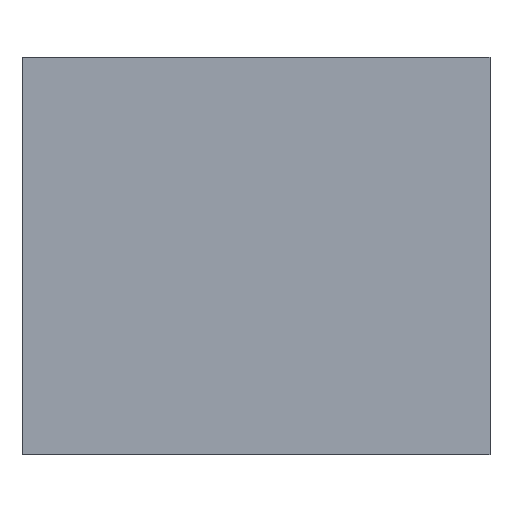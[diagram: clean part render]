
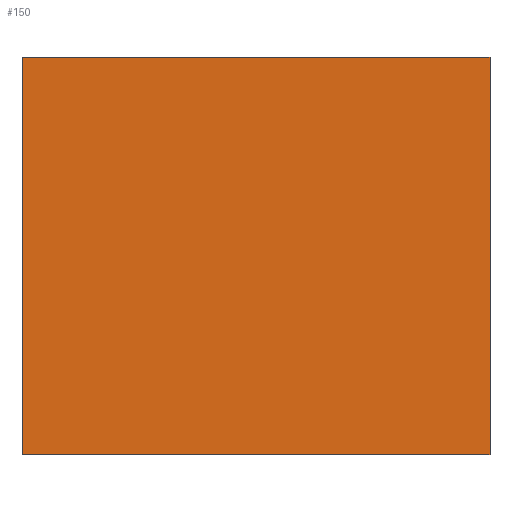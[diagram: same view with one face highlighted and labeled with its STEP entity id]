
A CAD part, front view. The second image highlights one B-rep face of the part: STEP entity #150.
In plain terms, the highlighted planar face has unit normal (0, -1, 0).
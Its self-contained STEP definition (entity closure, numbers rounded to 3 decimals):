
#20 = CARTESIAN_POINT ( 'NONE',  ( 10., -44.5, 30.5 ) ) ;
#28 = FACE_OUTER_BOUND ( 'NONE', #470, .T. ) ;
#30 = DIRECTION ( 'NONE',  ( 1., 0., 0. ) ) ;
#44 = DIRECTION ( 'NONE',  ( 0., -1., 0. ) ) ;
#76 = CARTESIAN_POINT ( 'NONE',  ( 10., -44.5, 30.5 ) ) ;
#83 = VECTOR ( 'NONE', #187, 1000. ) ;
#89 = DIRECTION ( 'NONE',  ( 1., 0., 0. ) ) ;
#104 = LINE ( 'NONE', #20, #310 ) ;
#137 = ORIENTED_EDGE ( 'NONE', *, *, #291, .F. ) ;
#150 = ADVANCED_FACE ( 'NONE', ( #28 ), #483, .T. ) ;
#166 = CARTESIAN_POINT ( 'NONE',  ( 10., -44.5, 30.5 ) ) ;
#181 = LINE ( 'NONE', #266, #83 ) ;
#186 = VERTEX_POINT ( 'NONE', #257 ) ;
#187 = DIRECTION ( 'NONE',  ( 1., 0., 0. ) ) ;
#196 = VECTOR ( 'NONE', #30, 1000. ) ;
#236 = EDGE_CURVE ( 'NONE', #510, #186, #181, .T. ) ;
#255 = EDGE_CURVE ( 'NONE', #409, #510, #104, .T. ) ;
#257 = CARTESIAN_POINT ( 'NONE',  ( 30., -44.5, 13.5 ) ) ;
#265 = EDGE_CURVE ( 'NONE', #503, #186, #481, .T. ) ;
#266 = CARTESIAN_POINT ( 'NONE',  ( 10., -44.5, 13.5 ) ) ;
#285 = CARTESIAN_POINT ( 'NONE',  ( 10., -44.5, 13.5 ) ) ;
#291 = EDGE_CURVE ( 'NONE', #409, #503, #352, .T. ) ;
#300 = AXIS2_PLACEMENT_3D ( 'NONE', #477, #44, #89 ) ;
#310 = VECTOR ( 'NONE', #317, 1000. ) ;
#317 = DIRECTION ( 'NONE',  ( 0., 0., -1. ) ) ;
#320 = DIRECTION ( 'NONE',  ( 0., 0., -1. ) ) ;
#352 = LINE ( 'NONE', #166, #196 ) ;
#387 = ORIENTED_EDGE ( 'NONE', *, *, #255, .T. ) ;
#390 = ORIENTED_EDGE ( 'NONE', *, *, #236, .T. ) ;
#398 = CARTESIAN_POINT ( 'NONE',  ( 30., -44.5, 30.5 ) ) ;
#409 = VERTEX_POINT ( 'NONE', #76 ) ;
#438 = CARTESIAN_POINT ( 'NONE',  ( 30., -44.5, 30.5 ) ) ;
#445 = VECTOR ( 'NONE', #320, 1000. ) ;
#470 = EDGE_LOOP ( 'NONE', ( #474, #137, #387, #390 ) ) ;
#474 = ORIENTED_EDGE ( 'NONE', *, *, #265, .F. ) ;
#477 = CARTESIAN_POINT ( 'NONE',  ( 10., -44.5, 30.5 ) ) ;
#481 = LINE ( 'NONE', #398, #445 ) ;
#483 = PLANE ( 'NONE',  #300 ) ;
#503 = VERTEX_POINT ( 'NONE', #438 ) ;
#510 = VERTEX_POINT ( 'NONE', #285 ) ;
